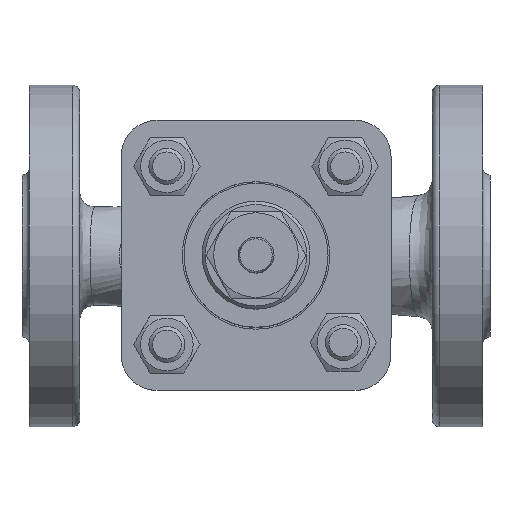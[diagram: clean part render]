
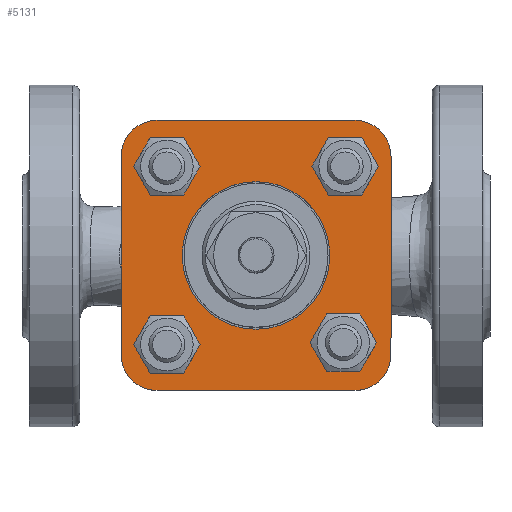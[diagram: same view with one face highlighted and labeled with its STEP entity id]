
A CAD part, top view. The second image highlights one B-rep face of the part: STEP entity #5131.
In plain terms, the highlighted planar face has unit normal (0, 0, 1).
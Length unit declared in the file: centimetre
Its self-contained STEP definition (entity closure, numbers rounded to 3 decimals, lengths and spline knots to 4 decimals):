
#209=LINE('',#7316,#483);
#210=LINE('',#7320,#484);
#211=LINE('',#7324,#485);
#212=LINE('',#7328,#486);
#483=VECTOR('',#6052,5.5);
#484=VECTOR('',#6055,5.5);
#485=VECTOR('',#6058,5.5);
#486=VECTOR('',#6061,5.5);
#763=PLANE('',#5509);
#1128=FACE_BOUND('',#1629,.T.);
#1129=FACE_BOUND('',#1630,.T.);
#1130=FACE_BOUND('',#1631,.T.);
#1131=FACE_BOUND('',#1632,.T.);
#1132=FACE_BOUND('',#1633,.T.);
#1273=FACE_OUTER_BOUND('',#1628,.T.);
#1628=EDGE_LOOP('',(#3596,#3597,#3598,#3599,#3600,#3601,#3602,#3603));
#1629=EDGE_LOOP('',(#3604));
#1630=EDGE_LOOP('',(#3605));
#1631=EDGE_LOOP('',(#3606));
#1632=EDGE_LOOP('',(#3607));
#1633=EDGE_LOOP('',(#3608));
#2022=CIRCLE('',#5464,0.73);
#2025=CIRCLE('',#5477,0.73);
#2028=CIRCLE('',#5490,0.73);
#2039=CIRCLE('',#5510,1.);
#2040=CIRCLE('',#5511,1.);
#2041=CIRCLE('',#5512,1.);
#2042=CIRCLE('',#5513,1.);
#2043=CIRCLE('',#5514,0.73);
#2044=CIRCLE('',#5515,2.05);
#2214=VERTEX_POINT('',#7105);
#2229=VERTEX_POINT('',#7175);
#2244=VERTEX_POINT('',#7245);
#2265=VERTEX_POINT('',#7314);
#2266=VERTEX_POINT('',#7315);
#2267=VERTEX_POINT('',#7317);
#2268=VERTEX_POINT('',#7319);
#2269=VERTEX_POINT('',#7321);
#2270=VERTEX_POINT('',#7323);
#2271=VERTEX_POINT('',#7325);
#2272=VERTEX_POINT('',#7327);
#2273=VERTEX_POINT('',#7330);
#2274=VERTEX_POINT('',#7332);
#2722=EDGE_CURVE('',#2214,#2214,#2022,.T.);
#2743=EDGE_CURVE('',#2229,#2229,#2025,.T.);
#2764=EDGE_CURVE('',#2244,#2244,#2028,.T.);
#2791=EDGE_CURVE('',#2265,#2266,#209,.T.);
#2792=EDGE_CURVE('',#2265,#2267,#2039,.T.);
#2793=EDGE_CURVE('',#2268,#2267,#210,.T.);
#2794=EDGE_CURVE('',#2268,#2269,#2040,.T.);
#2795=EDGE_CURVE('',#2270,#2269,#211,.T.);
#2796=EDGE_CURVE('',#2270,#2271,#2041,.T.);
#2797=EDGE_CURVE('',#2272,#2271,#212,.T.);
#2798=EDGE_CURVE('',#2272,#2266,#2042,.T.);
#2799=EDGE_CURVE('',#2273,#2273,#2043,.T.);
#2800=EDGE_CURVE('',#2274,#2274,#2044,.T.);
#3596=ORIENTED_EDGE('',*,*,#2791,.F.);
#3597=ORIENTED_EDGE('',*,*,#2792,.T.);
#3598=ORIENTED_EDGE('',*,*,#2793,.F.);
#3599=ORIENTED_EDGE('',*,*,#2794,.T.);
#3600=ORIENTED_EDGE('',*,*,#2795,.F.);
#3601=ORIENTED_EDGE('',*,*,#2796,.T.);
#3602=ORIENTED_EDGE('',*,*,#2797,.F.);
#3603=ORIENTED_EDGE('',*,*,#2798,.T.);
#3604=ORIENTED_EDGE('',*,*,#2722,.T.);
#3605=ORIENTED_EDGE('',*,*,#2743,.T.);
#3606=ORIENTED_EDGE('',*,*,#2764,.T.);
#3607=ORIENTED_EDGE('',*,*,#2799,.T.);
#3608=ORIENTED_EDGE('',*,*,#2800,.T.);
#5131=ADVANCED_FACE('',(#1273,#1128,#1129,#1130,#1131,#1132),#763,.F.);
#5464=AXIS2_PLACEMENT_3D('',#7106,#5938,#5939);
#5477=AXIS2_PLACEMENT_3D('',#7176,#5970,#5971);
#5490=AXIS2_PLACEMENT_3D('',#7246,#6002,#6003);
#5509=AXIS2_PLACEMENT_3D('',#7313,#6050,#6051);
#5510=AXIS2_PLACEMENT_3D('',#7318,#6053,#6054);
#5511=AXIS2_PLACEMENT_3D('',#7322,#6056,#6057);
#5512=AXIS2_PLACEMENT_3D('',#7326,#6059,#6060);
#5513=AXIS2_PLACEMENT_3D('',#7329,#6062,#6063);
#5514=AXIS2_PLACEMENT_3D('',#7331,#6064,#6065);
#5515=AXIS2_PLACEMENT_3D('',#7333,#6066,#6067);
#5938=DIRECTION('center_axis',(0.,0.,-1.));
#5939=DIRECTION('ref_axis',(-1.,0.,0.));
#5970=DIRECTION('center_axis',(0.,0.,-1.));
#5971=DIRECTION('ref_axis',(-1.,0.,0.));
#6002=DIRECTION('center_axis',(0.,0.,-1.));
#6003=DIRECTION('ref_axis',(-1.,0.,0.));
#6050=DIRECTION('center_axis',(0.,0.,-1.));
#6051=DIRECTION('ref_axis',(1.,0.,0.));
#6052=DIRECTION('',(1.,0.,0.));
#6053=DIRECTION('center_axis',(0.,0.,1.));
#6054=DIRECTION('ref_axis',(1.,0.,0.));
#6055=DIRECTION('',(0.,1.,0.));
#6056=DIRECTION('center_axis',(0.,0.,1.));
#6057=DIRECTION('ref_axis',(1.,0.,0.));
#6058=DIRECTION('',(-1.,0.,0.));
#6059=DIRECTION('center_axis',(0.,0.,1.));
#6060=DIRECTION('ref_axis',(1.,0.,0.));
#6061=DIRECTION('',(0.,-1.,0.));
#6062=DIRECTION('center_axis',(0.,0.,1.));
#6063=DIRECTION('ref_axis',(1.,0.,0.));
#6064=DIRECTION('center_axis',(0.,0.,-1.));
#6065=DIRECTION('ref_axis',(-1.,0.,0.));
#6066=DIRECTION('center_axis',(0.,0.,-1.));
#6067=DIRECTION('ref_axis',(1.,0.,0.));
#7105=CARTESIAN_POINT('',(-3.2049,2.4749,1.75));
#7106=CARTESIAN_POINT('Origin',(-2.4749,2.4749,1.75));
#7175=CARTESIAN_POINT('',(-3.2049,-2.4749,1.75));
#7176=CARTESIAN_POINT('Origin',(-2.4749,-2.4749,1.75));
#7245=CARTESIAN_POINT('',(1.7449,2.4749,1.75));
#7246=CARTESIAN_POINT('Origin',(2.4749,2.4749,1.75));
#7313=CARTESIAN_POINT('Origin',(-3.75,3.75,1.75));
#7314=CARTESIAN_POINT('',(-2.75,3.75,1.75));
#7315=CARTESIAN_POINT('',(2.75,3.75,1.75));
#7316=CARTESIAN_POINT('',(-3.75,3.75,1.75));
#7317=CARTESIAN_POINT('',(-3.75,2.75,1.75));
#7318=CARTESIAN_POINT('Origin',(-2.75,2.75,1.75));
#7319=CARTESIAN_POINT('',(-3.75,-2.75,1.75));
#7320=CARTESIAN_POINT('',(-3.75,-3.75,1.75));
#7321=CARTESIAN_POINT('',(-2.75,-3.75,1.75));
#7322=CARTESIAN_POINT('Origin',(-2.75,-2.75,1.75));
#7323=CARTESIAN_POINT('',(2.75,-3.75,1.75));
#7324=CARTESIAN_POINT('',(-3.75,-3.75,1.75));
#7325=CARTESIAN_POINT('',(3.75,-2.75,1.75));
#7326=CARTESIAN_POINT('Origin',(2.75,-2.75,1.75));
#7327=CARTESIAN_POINT('',(3.75,2.75,1.75));
#7328=CARTESIAN_POINT('',(3.75,-3.75,1.75));
#7329=CARTESIAN_POINT('Origin',(2.75,2.75,1.75));
#7330=CARTESIAN_POINT('',(1.6949,-2.4249,1.75));
#7331=CARTESIAN_POINT('Origin',(2.4249,-2.4249,1.75));
#7332=CARTESIAN_POINT('',(-2.05,0.,1.75));
#7333=CARTESIAN_POINT('Origin',(0.,0.,
1.75));
